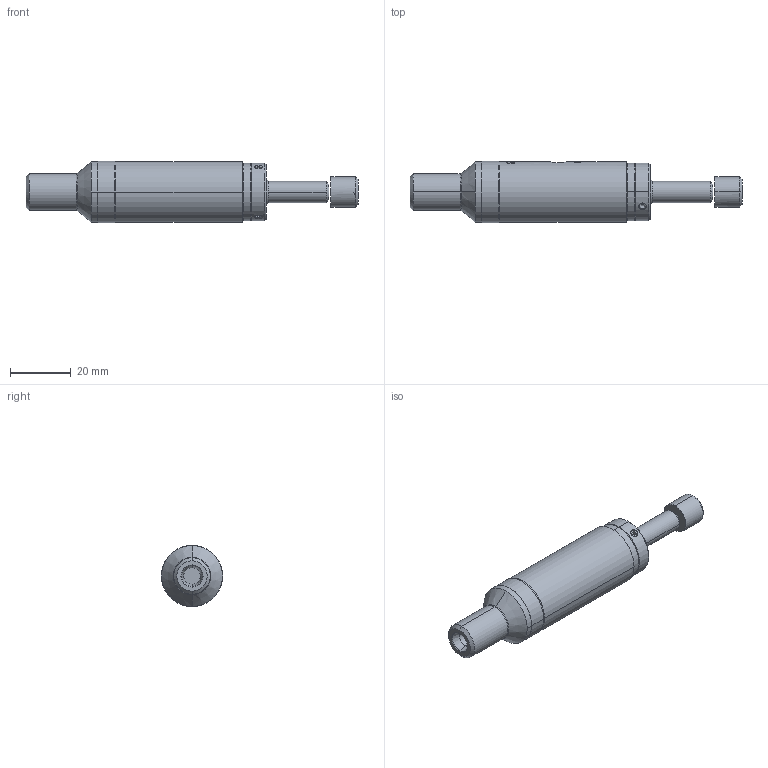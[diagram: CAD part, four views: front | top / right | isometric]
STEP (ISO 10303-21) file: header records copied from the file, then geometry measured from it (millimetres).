
FILE_DESCRIPTION (( 'STEP AP203' ), '1' );
FILE_NAME ('QUILL GE1481.STEP', '2014-01-28T07:45:16', ( 'PGM-BE' ), ( '' ), 'SwSTEP 2.0', 'SolidWorks 2011', '' );
FILE_SCHEMA (( 'CONFIG_CONTROL_DESIGN' ));
Length unit declared in the file: metre
Products named in the file (1): QUILL GE1481
Bounding box: 109.05 x 20.1 x 20.1 mm (x, y, z)
Surface area: 9338 mm2 (no closed solid volume)
Topology: 0 solids, 11 shells, 136 faces, 360 edges, 257 vertices
Faces by surface type: plane 50, cylinder 43, cone 28, bspline 15
Entity records: 7405 total; most frequent: CARTESIAN_POINT 4132, ORIENTED_EDGE 706, DIRECTION 573, EDGE_CURVE 360, VERTEX_POINT 257, AXIS2_PLACEMENT_3D 217, EDGE_LOOP 152, VECTOR 139
